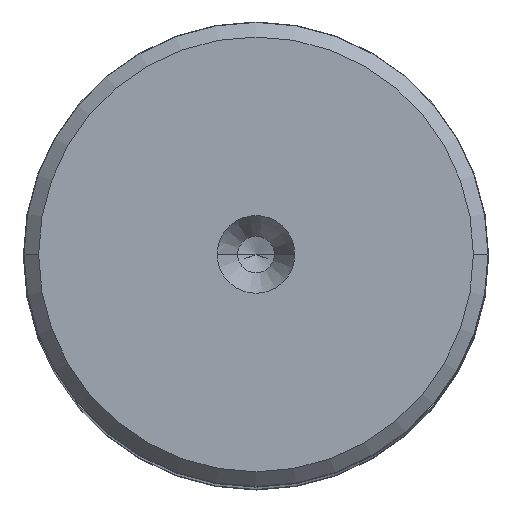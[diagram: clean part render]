
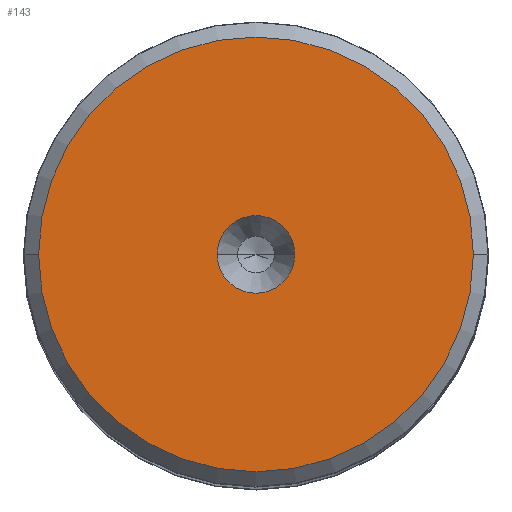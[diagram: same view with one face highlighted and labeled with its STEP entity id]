
A CAD part, top view. The second image highlights one B-rep face of the part: STEP entity #143.
In plain terms, the highlighted planar face has unit normal (0, 0, 1).
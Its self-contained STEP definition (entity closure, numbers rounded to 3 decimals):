
#61=PLANE('',#1191);
#66=FACE_BOUND('',#276,.T.);
#67=FACE_BOUND('',#277,.T.);
#143=ADVANCED_FACE('',(#66,#67),#61,.F.);
#276=EDGE_LOOP('',(#444,#445));
#277=EDGE_LOOP('',(#446,#447,#448,#449));
#444=ORIENTED_EDGE('',*,*,#712,.T.);
#445=ORIENTED_EDGE('',*,*,#715,.T.);
#446=ORIENTED_EDGE('',*,*,#716,.T.);
#447=ORIENTED_EDGE('',*,*,#717,.T.);
#448=ORIENTED_EDGE('',*,*,#718,.T.);
#449=ORIENTED_EDGE('',*,*,#719,.T.);
#609=VERTEX_POINT('',#1770);
#610=VERTEX_POINT('',#1771);
#611=VERTEX_POINT('',#1778);
#612=VERTEX_POINT('',#1779);
#613=VERTEX_POINT('',#1781);
#614=VERTEX_POINT('',#1783);
#712=EDGE_CURVE('',#609,#610,#827,.T.);
#715=EDGE_CURVE('',#610,#609,#828,.T.);
#716=EDGE_CURVE('',#611,#612,#829,.T.);
#717=EDGE_CURVE('',#612,#613,#830,.T.);
#718=EDGE_CURVE('',#613,#614,#831,.T.);
#719=EDGE_CURVE('',#614,#611,#832,.T.);
#827=CIRCLE('',#1183,2.65);
#828=CIRCLE('',#1185,2.65);
#829=CIRCLE('',#1187,14.84);
#830=CIRCLE('',#1188,14.84);
#831=CIRCLE('',#1189,14.84);
#832=CIRCLE('',#1190,14.84);
#1183=AXIS2_PLACEMENT_3D('',#1769,#1452,#1453);
#1185=AXIS2_PLACEMENT_3D('',#1775,#1458,#1459);
#1187=AXIS2_PLACEMENT_3D('',#1777,#1462,#1463);
#1188=AXIS2_PLACEMENT_3D('',#1780,#1464,#1465);
#1189=AXIS2_PLACEMENT_3D('',#1782,#1466,#1467);
#1190=AXIS2_PLACEMENT_3D('',#1784,#1468,#1469);
#1191=AXIS2_PLACEMENT_3D('',#1785,#1470,#1471);
#1452=DIRECTION('',(0.,0.,-1.));
#1453=DIRECTION('',(-1.,0.,0.));
#1458=DIRECTION('',(0.,0.,-1.));
#1459=DIRECTION('',(1.,0.,0.));
#1462=DIRECTION('',(0.,0.,1.));
#1463=DIRECTION('',(-1.,0.,0.));
#1464=DIRECTION('',(0.,0.,1.));
#1465=DIRECTION('',(0.,-1.,0.));
#1466=DIRECTION('',(0.,0.,1.));
#1467=DIRECTION('',(1.,0.,0.));
#1468=DIRECTION('',(0.,0.,1.));
#1469=DIRECTION('',(0.,1.,0.));
#1470=DIRECTION('',(0.,0.,-1.));
#1471=DIRECTION('',(1.,0.,0.));
#1769=CARTESIAN_POINT('',(0.,0.,54.37));
#1770=CARTESIAN_POINT('',(-2.65,0.,54.37));
#1771=CARTESIAN_POINT('',(2.65,0.,54.37));
#1775=CARTESIAN_POINT('',(0.,0.,54.37));
#1777=CARTESIAN_POINT('',(0.,0.,54.37));
#1778=CARTESIAN_POINT('',(-14.84,0.,54.37));
#1779=CARTESIAN_POINT('',(0.,-14.84,54.37));
#1780=CARTESIAN_POINT('',(0.,0.,54.37));
#1781=CARTESIAN_POINT('',(14.84,0.,54.37));
#1782=CARTESIAN_POINT('',(0.,0.,54.37));
#1783=CARTESIAN_POINT('',(0.,14.84,54.37));
#1784=CARTESIAN_POINT('',(0.,0.,54.37));
#1785=CARTESIAN_POINT('',(0.,0.,54.37));
